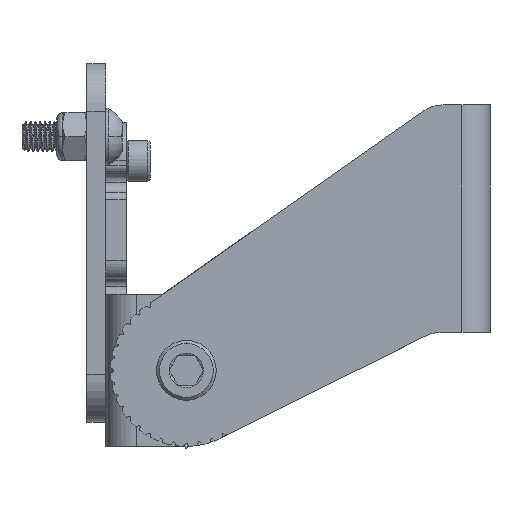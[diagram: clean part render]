
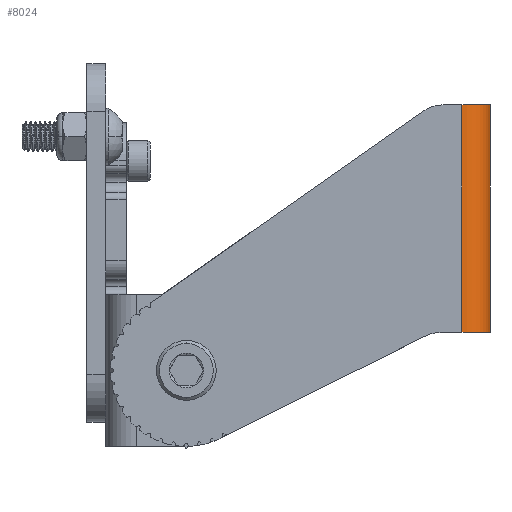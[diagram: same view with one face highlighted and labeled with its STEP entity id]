
A CAD part, left-side view. The second image highlights one B-rep face of the part: STEP entity #8024.
In plain terms, the highlighted cylindrical face has radius 4.699 mm (diameter 9.398 mm), a partial arc.
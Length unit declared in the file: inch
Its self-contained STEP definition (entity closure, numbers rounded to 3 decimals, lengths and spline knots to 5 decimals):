
#79 = DIRECTION ( 'NONE',  ( 0., 0., -1. ) ) ;
#1478 = DIRECTION ( 'NONE',  ( -1., 0., 0. ) ) ;
#3965 = CYLINDRICAL_SURFACE ( 'NONE', #7104, 0.185 ) ;
#4949 = VERTEX_POINT ( 'NONE', #10055 ) ;
#5216 = LINE ( 'NONE', #15359, #30179 ) ;
#5600 = CARTESIAN_POINT ( 'NONE',  ( -0.885, 0.185, -0.75 ) ) ;
#7104 = AXIS2_PLACEMENT_3D ( 'NONE', #14103, #29527, #1478 ) ;
#8024 = ADVANCED_FACE ( 'NONE', ( #21557 ), #3965, .T. ) ;
#8117 = DIRECTION ( 'NONE',  ( 0., 0., 1. ) ) ;
#9120 = CARTESIAN_POINT ( 'NONE',  ( -0.7, 0., 0.75 ) ) ;
#9650 = ORIENTED_EDGE ( 'NONE', *, *, #13354, .F. ) ;
#10055 = CARTESIAN_POINT ( 'NONE',  ( -0.885, 0.185, 0.75 ) ) ;
#10184 = AXIS2_PLACEMENT_3D ( 'NONE', #10619, #8117, #25885 ) ;
#10619 = CARTESIAN_POINT ( 'NONE',  ( -0.7, 0.185, 0.75 ) ) ;
#11863 = EDGE_CURVE ( 'NONE', #22342, #23370, #5216, .T. ) ;
#12307 = DIRECTION ( 'NONE',  ( 0., 0., -1. ) ) ;
#13354 = EDGE_CURVE ( 'NONE', #4949, #22342, #19671, .T. ) ;
#14103 = CARTESIAN_POINT ( 'NONE',  ( -0.7, 0.185, 0.75 ) ) ;
#14380 = CARTESIAN_POINT ( 'NONE',  ( -0.7, 0., -0.75 ) ) ;
#14632 = CARTESIAN_POINT ( 'NONE',  ( -0.885, 0.185, -1. ) ) ;
#15359 = CARTESIAN_POINT ( 'NONE',  ( -0.7, 0., 0.75 ) ) ;
#16035 = DIRECTION ( 'NONE',  ( 1., 0., 0. ) ) ;
#19116 = CIRCLE ( 'NONE', #28664, 0.185 ) ;
#19671 = CIRCLE ( 'NONE', #10184, 0.185 ) ;
#21557 = FACE_OUTER_BOUND ( 'NONE', #28869, .T. ) ;
#21765 = LINE ( 'NONE', #14632, #28167 ) ;
#21865 = ORIENTED_EDGE ( 'NONE', *, *, #31474, .F. ) ;
#22342 = VERTEX_POINT ( 'NONE', #9120 ) ;
#23370 = VERTEX_POINT ( 'NONE', #14380 ) ;
#24297 = DIRECTION ( 'NONE',  ( 0., 0., -1. ) ) ;
#24412 = VERTEX_POINT ( 'NONE', #5600 ) ;
#25885 = DIRECTION ( 'NONE',  ( 1., 0., 0. ) ) ;
#26920 = ORIENTED_EDGE ( 'NONE', *, *, #32138, .T. ) ;
#27934 = ORIENTED_EDGE ( 'NONE', *, *, #11863, .F. ) ;
#28167 = VECTOR ( 'NONE', #12307, 39.37008 ) ;
#28664 = AXIS2_PLACEMENT_3D ( 'NONE', #31301, #24297, #16035 ) ;
#28869 = EDGE_LOOP ( 'NONE', ( #27934, #9650, #26920, #21865 ) ) ;
#29527 = DIRECTION ( 'NONE',  ( 0., 0., 1. ) ) ;
#30179 = VECTOR ( 'NONE', #79, 39.37008 ) ;
#31301 = CARTESIAN_POINT ( 'NONE',  ( -0.7, 0.185, -0.75 ) ) ;
#31474 = EDGE_CURVE ( 'NONE', #23370, #24412, #19116, .T. ) ;
#32138 = EDGE_CURVE ( 'NONE', #4949, #24412, #21765, .T. ) ;
